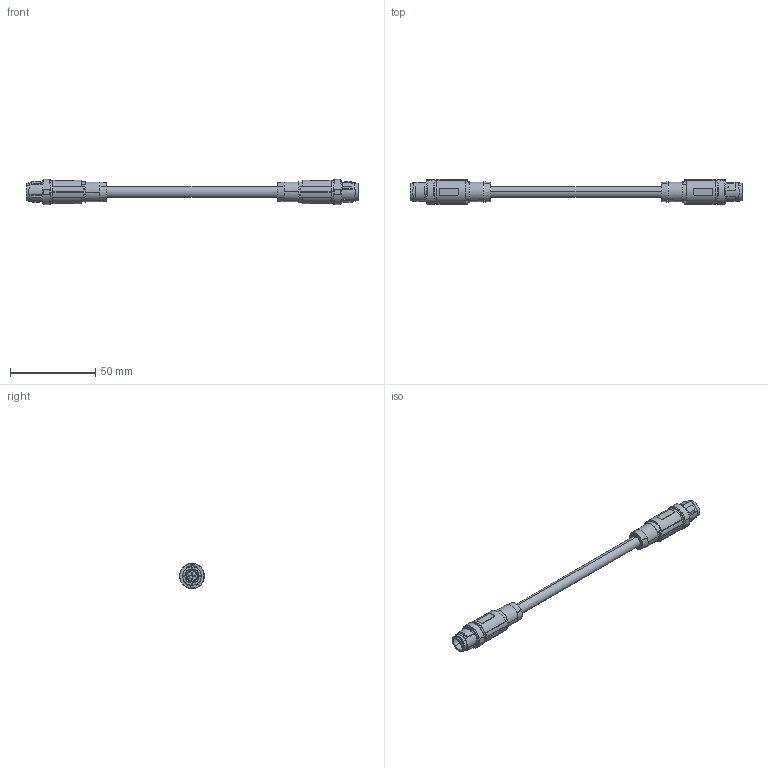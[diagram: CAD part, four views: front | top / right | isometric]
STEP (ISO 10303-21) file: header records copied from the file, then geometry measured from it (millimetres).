
FILE_DESCRIPTION(('SolidDesigner STEP Export'),'2;1');
FILE_NAME('1407486_NBC_MSX_10.0_94F_MSX_SCO-select.stp','2013-04-23T14:50:15',(''),(''),'Creo Elements/Direct Modeling STEP processor for AP214 (Solid Model)','Creo Elements/Direct Modeling 18.1 06-May-2012 (C) Parametric Technology GmbH','');
FILE_SCHEMA(('AUTOMOTIVE_DESIGN { 1 0 10303 214 1 1 1 1 }'));
Length unit declared in the file: millimetre
Products named in the file (1): 1407486_NBC_MSX_10.0_94F_MSX_SCO-select
Bounding box: 194.6 x 15 x 14.79 mm (x, y, z)
Volume: 14761.8 mm3; surface area: 7626.4 mm2
Topology: 1 solids, 1 shells, 360 faces, 920 edges, 616 vertices
Faces by surface type: plane 166, cylinder 106, cone 76, bspline 12
Entity records: 17082 total; most frequent: CARTESIAN_POINT 6007, ORIENTED_EDGE 1840, DIRECTION 1428, EDGE_CURVE 920, VERTEX_POINT 616, AXIS2_PLACEMENT_3D 527, EDGE_LOOP 414, VECTOR 374
